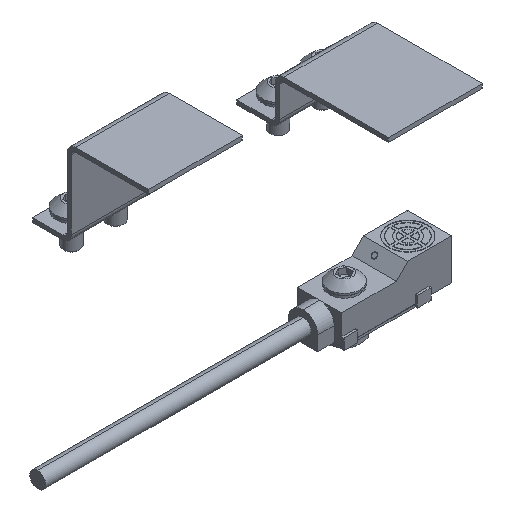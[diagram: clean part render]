
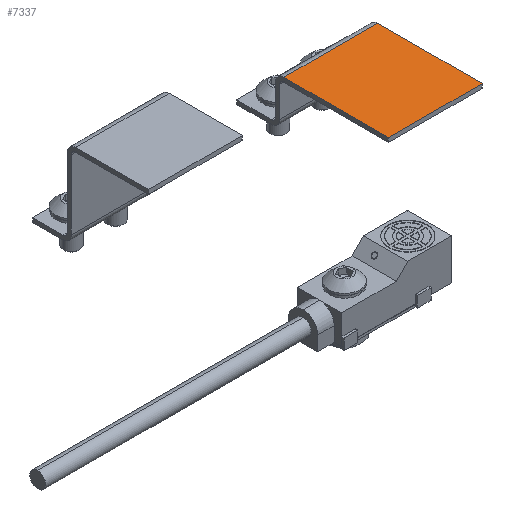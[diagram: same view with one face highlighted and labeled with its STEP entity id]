
A CAD part, isometric view. The second image highlights one B-rep face of the part: STEP entity #7337.
In plain terms, the highlighted planar face has unit normal (0, 0, 1).
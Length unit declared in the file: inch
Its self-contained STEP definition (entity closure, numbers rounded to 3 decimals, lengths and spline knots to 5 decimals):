
#82 = ORIENTED_EDGE ( 'NONE', *, *, #491, .F. ) ;
#105 = VECTOR ( 'NONE', #1092, 39.37008 ) ;
#491 = EDGE_CURVE ( 'NONE', #2499, #7796, #6694, .T. ) ;
#1092 = DIRECTION ( 'NONE',  ( 0., -1., 0. ) ) ;
#1187 = CARTESIAN_POINT ( 'NONE',  ( 1.1811, 1.47638, 0.43551 ) ) ;
#1708 = ORIENTED_EDGE ( 'NONE', *, *, #5432, .F. ) ;
#1865 = ORIENTED_EDGE ( 'NONE', *, *, #7800, .F. ) ;
#2499 = VERTEX_POINT ( 'NONE', #10491 ) ;
#2522 = VECTOR ( 'NONE', #10171, 39.37008 ) ;
#2933 = DIRECTION ( 'NONE',  ( -1., 0., 0. ) ) ;
#3619 = CARTESIAN_POINT ( 'NONE',  ( 0.84646, 1.27858, 0.43551 ) ) ;
#3772 = FACE_OUTER_BOUND ( 'NONE', #6048, .T. ) ;
#4307 = LINE ( 'NONE', #5219, #5500 ) ;
#4574 = DIRECTION ( 'NONE',  ( 0., 0., -1. ) ) ;
#4970 = LINE ( 'NONE', #10289, #7702 ) ;
#5134 = CARTESIAN_POINT ( 'NONE',  ( 1.51575, 1.27858, 0.43551 ) ) ;
#5219 = CARTESIAN_POINT ( 'NONE',  ( 1.1811, 0.5315, 0.43551 ) ) ;
#5387 = CARTESIAN_POINT ( 'NONE',  ( 1.51575, 1.47638, 0.43551 ) ) ;
#5432 = EDGE_CURVE ( 'NONE', #7796, #10189, #4970, .T. ) ;
#5500 = VECTOR ( 'NONE', #8701, 39.37008 ) ;
#5993 = DIRECTION ( 'NONE',  ( 1., 0., 0. ) ) ;
#6048 = EDGE_LOOP ( 'NONE', ( #82, #7997, #1865, #1708 ) ) ;
#6694 = LINE ( 'NONE', #11147, #2522 ) ;
#6949 = EDGE_CURVE ( 'NONE', #11230, #2499, #4307, .T. ) ;
#7337 = ADVANCED_FACE ( 'NONE', ( #3772 ), #10857, .F. ) ;
#7702 = VECTOR ( 'NONE', #5993, 39.37008 ) ;
#7796 = VERTEX_POINT ( 'NONE', #3619 ) ;
#7800 = EDGE_CURVE ( 'NONE', #10189, #11230, #9561, .T. ) ;
#7997 = ORIENTED_EDGE ( 'NONE', *, *, #6949, .F. ) ;
#8620 = AXIS2_PLACEMENT_3D ( 'NONE', #1187, #4574, #2933 ) ;
#8701 = DIRECTION ( 'NONE',  ( -1., 0., 0. ) ) ;
#9561 = LINE ( 'NONE', #5387, #105 ) ;
#10107 = CARTESIAN_POINT ( 'NONE',  ( 1.51575, 0.5315, 0.43551 ) ) ;
#10171 = DIRECTION ( 'NONE',  ( 0., 1., 0. ) ) ;
#10189 = VERTEX_POINT ( 'NONE', #5134 ) ;
#10289 = CARTESIAN_POINT ( 'NONE',  ( 1.1811, 1.27858, 0.43551 ) ) ;
#10491 = CARTESIAN_POINT ( 'NONE',  ( 0.84646, 0.5315, 0.43551 ) ) ;
#10857 = PLANE ( 'NONE',  #8620 ) ;
#11147 = CARTESIAN_POINT ( 'NONE',  ( 0.84646, 1.47638, 0.43551 ) ) ;
#11230 = VERTEX_POINT ( 'NONE', #10107 ) ;
